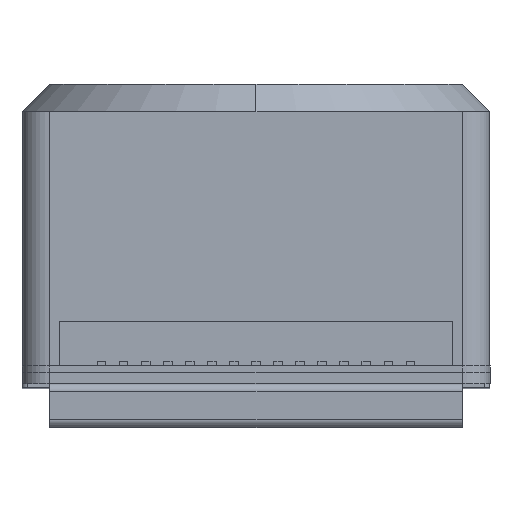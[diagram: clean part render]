
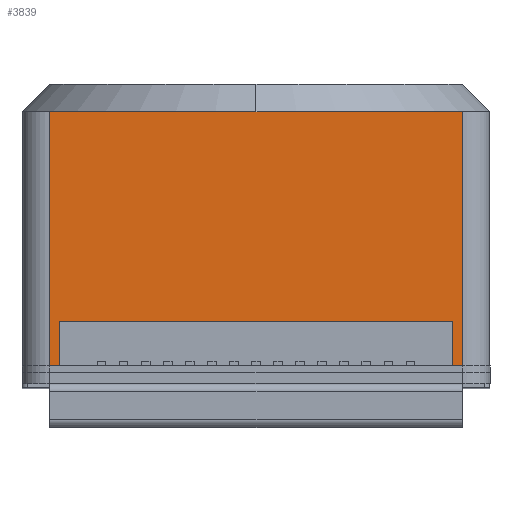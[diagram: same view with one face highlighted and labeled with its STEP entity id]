
A CAD part, top view. The second image highlights one B-rep face of the part: STEP entity #3839.
In plain terms, the highlighted planar face has unit normal (0, 0, 1).
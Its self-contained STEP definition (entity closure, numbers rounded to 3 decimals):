
#36 = DIRECTION ( 'NONE',  ( 1., 0., 0. ) ) ;
#475 = VERTEX_POINT ( 'NONE', #2779 ) ;
#747 = DIRECTION ( 'NONE',  ( 1., 0., 0. ) ) ;
#875 = VECTOR ( 'NONE', #36, 1000. ) ;
#1150 = EDGE_CURVE ( 'NONE', #6021, #1331, #8405, .T. ) ;
#1287 = EDGE_CURVE ( 'NONE', #475, #6488, #6345, .T. ) ;
#1331 = VERTEX_POINT ( 'NONE', #8375 ) ;
#1348 = VERTEX_POINT ( 'NONE', #7598 ) ;
#1495 = DIRECTION ( 'NONE',  ( 1., 0., 0. ) ) ;
#2176 = VECTOR ( 'NONE', #5011, 1000. ) ;
#2253 = EDGE_CURVE ( 'NONE', #1331, #6488, #8030, .T. ) ;
#2413 = EDGE_LOOP ( 'NONE', ( #3656, #2753, #8868, #7773, #8613 ) ) ;
#2414 = CARTESIAN_POINT ( 'NONE',  ( -3.75, 4.65, 4.25 ) ) ;
#2753 = ORIENTED_EDGE ( 'NONE', *, *, #8419, .F. ) ;
#2779 = CARTESIAN_POINT ( 'NONE',  ( 3.75, 4.65, 4.25 ) ) ;
#3131 = CARTESIAN_POINT ( 'NONE',  ( -3.75, 4.65, 4.25 ) ) ;
#3578 = PLANE ( 'NONE',  #9381 ) ;
#3656 = ORIENTED_EDGE ( 'NONE', *, *, #7781, .F. ) ;
#3839 = ADVANCED_FACE ( 'NONE', ( #3978 ), #3578, .F. ) ;
#3978 = FACE_OUTER_BOUND ( 'NONE', #2413, .T. ) ;
#3988 = VECTOR ( 'NONE', #4791, 1000. ) ;
#4387 = DIRECTION ( 'NONE',  ( -1., 0., 0. ) ) ;
#4544 = VECTOR ( 'NONE', #1495, 1000. ) ;
#4791 = DIRECTION ( 'NONE',  ( 0., -1., 0. ) ) ;
#5011 = DIRECTION ( 'NONE',  ( 0., -1., 0. ) ) ;
#5496 = LINE ( 'NONE', #2414, #9903 ) ;
#5589 = CARTESIAN_POINT ( 'NONE',  ( -3.75, 4.65, 4.25 ) ) ;
#6021 = VERTEX_POINT ( 'NONE', #6680 ) ;
#6345 = LINE ( 'NONE', #9977, #2176 ) ;
#6488 = VERTEX_POINT ( 'NONE', #10656 ) ;
#6680 = CARTESIAN_POINT ( 'NONE',  ( -3.75, 4.65, 4.25 ) ) ;
#6890 = CARTESIAN_POINT ( 'NONE',  ( -3.75, 4.65, 4.25 ) ) ;
#7517 = CARTESIAN_POINT ( 'NONE',  ( -3.75, 0., 4.25 ) ) ;
#7598 = CARTESIAN_POINT ( 'NONE',  ( 0., 4.65, 4.25 ) ) ;
#7773 = ORIENTED_EDGE ( 'NONE', *, *, #2253, .T. ) ;
#7781 = EDGE_CURVE ( 'NONE', #1348, #475, #5496, .T. ) ;
#8030 = LINE ( 'NONE', #7517, #875 ) ;
#8375 = CARTESIAN_POINT ( 'NONE',  ( -3.75, 0., 4.25 ) ) ;
#8405 = LINE ( 'NONE', #3131, #3988 ) ;
#8419 = EDGE_CURVE ( 'NONE', #6021, #1348, #8973, .T. ) ;
#8613 = ORIENTED_EDGE ( 'NONE', *, *, #1287, .F. ) ;
#8868 = ORIENTED_EDGE ( 'NONE', *, *, #1150, .T. ) ;
#8973 = LINE ( 'NONE', #5589, #4544 ) ;
#9381 = AXIS2_PLACEMENT_3D ( 'NONE', #6890, #9384, #4387 ) ;
#9384 = DIRECTION ( 'NONE',  ( 0., 0., -1. ) ) ;
#9903 = VECTOR ( 'NONE', #747, 1000. ) ;
#9977 = CARTESIAN_POINT ( 'NONE',  ( 3.75, 4.65, 4.25 ) ) ;
#10656 = CARTESIAN_POINT ( 'NONE',  ( 3.75, 0., 4.25 ) ) ;
